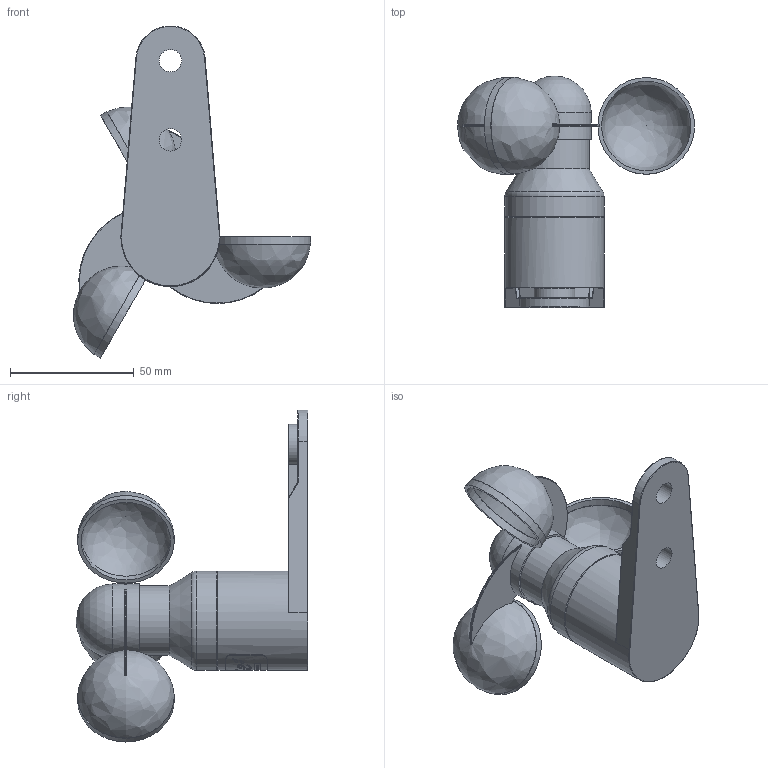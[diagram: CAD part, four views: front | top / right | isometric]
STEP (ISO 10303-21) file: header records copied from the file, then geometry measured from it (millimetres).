
FILE_DESCRIPTION(/* description */ (''),/* implementation_level */ '2;1');
FILE_NAME(/* name */ '53913 windanemometer_K.stp',/* time_stamp */ '2017-08-18T09:06:40+02:00',/* author */ ('guzb562'),/* organization */ (''),/* preprocessor_version */ 'ST-DEVELOPER v16.5',/* originating_system */ 'Autodesk Inventor 2017',/* authorisation */ '');
FILE_SCHEMA (('AUTOMOTIVE_DESIGN { 1 0 10303 214 3 1 1 }'));
Length unit declared in the file: millimetre
Products named in the file (1): 53913 windanemometer_K
Bounding box: 95.63 x 93.46 x 133.88 mm (x, y, z)
Volume: 107611.1 mm3; surface area: 35809.5 mm2
Topology: 1 solids, 1 shells, 304 faces, 796 edges, 525 vertices
Faces by surface type: plane 136, bspline 84, cylinder 55, cone 21, torus 7, sphere 1
Full cylindrical faces by diameter (mm): 9 x2, 28 x1, 29.668 x1, 36.046 x3, 39 x3, 40 x2
Entity records: 11898 total; most frequent: CARTESIAN_POINT 4575, ORIENTED_EDGE 1542, DIRECTION 1306, EDGE_CURVE 771, VERTEX_POINT 521, AXIS2_PLACEMENT_3D 501, EDGE_LOOP 360, LINE 304
